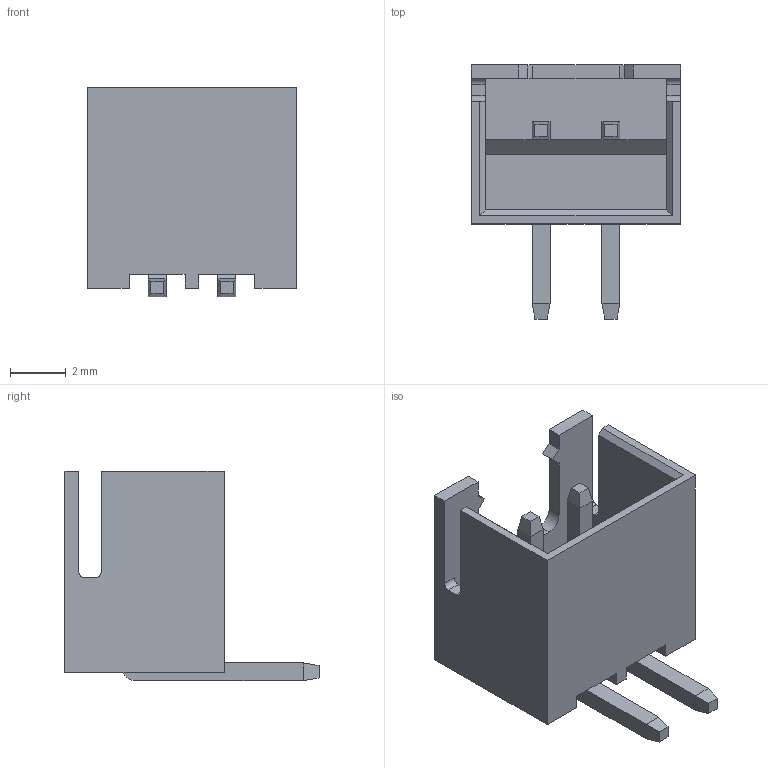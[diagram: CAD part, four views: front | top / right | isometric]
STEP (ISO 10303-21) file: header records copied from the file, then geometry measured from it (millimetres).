
FILE_DESCRIPTION (( 'STEP AP214' ), '1' );
FILE_NAME ('FWF25019-S02B22W1B-REF.STEP', '2025-12-04T10:24:00', ( '' ), ( '' ), 'SwSTEP 2.0', 'SolidWorks 2021', '' );
FILE_SCHEMA (( 'AUTOMOTIVE_DESIGN' ));
Length unit declared in the file: millimetre
Products named in the file (1): FWF25019-S02B22W1B-REF
Bounding box: 7.5 x 9.1 x 7.5 mm (x, y, z)
Volume: 116.9 mm3; surface area: 438.3 mm2
Topology: 1 solids, 1 shells, 91 faces, 239 edges, 152 vertices
Faces by surface type: plane 81, cylinder 10
Entity records: 2773 total; most frequent: CARTESIAN_POINT 489, ORIENTED_EDGE 478, DIRECTION 441, EDGE_CURVE 239, VECTOR 217, LINE 217, VERTEX_POINT 152, AXIS2_PLACEMENT_3D 112
